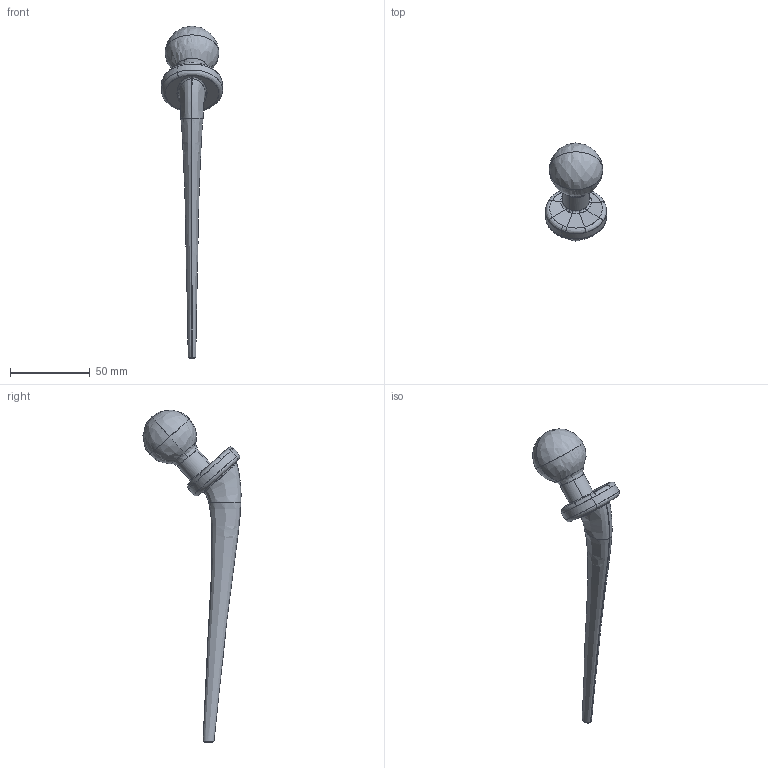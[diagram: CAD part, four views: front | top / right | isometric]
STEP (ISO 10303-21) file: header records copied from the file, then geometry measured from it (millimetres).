
FILE_DESCRIPTION(('FreeCAD Model'),'2;1');
FILE_NAME('Open CASCADE Shape Model','2025-04-29T19:44:08',('FreeCAD'),( 'FreeCAD'),'Open CASCADE STEP processor 7.6','FreeCAD','Unknown');
FILE_SCHEMA(('AUTOMOTIVE_DESIGN { 1 0 10303 214 1 1 1 1 }'));
Length unit declared in the file: millimetre
Products named in the file (1): Open CASCADE STEP translator 7.6 1
Bounding box: 38.36 x 61.56 x 208.43 mm (x, y, z)
Surface area: 12510.3 mm2 (no closed solid volume)
Topology: 0 solids, 64 shells, 64 faces, 323 edges, 315 vertices
Faces by surface type: bspline 64
Entity records: 10786 total; most frequent: CARTESIAN_POINT 9155, ORIENTED_EDGE 315, EDGE_CURVE 315, VERTEX_POINT 315, B_SPLINE_CURVE_WITH_KNOTS 295, FACE_BOUND 65, EDGE_LOOP 65, SHELL_BASED_SURFACE_MODEL 64
